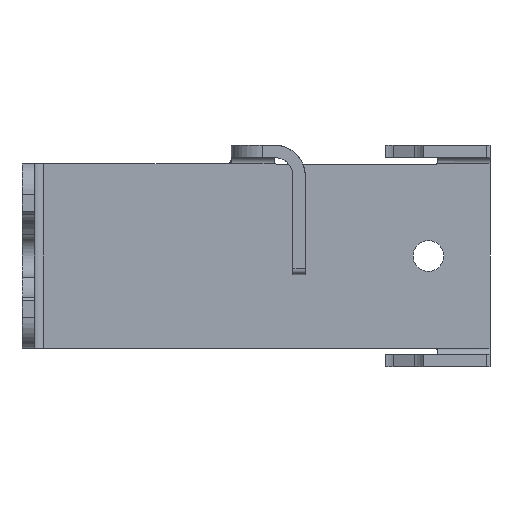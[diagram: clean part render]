
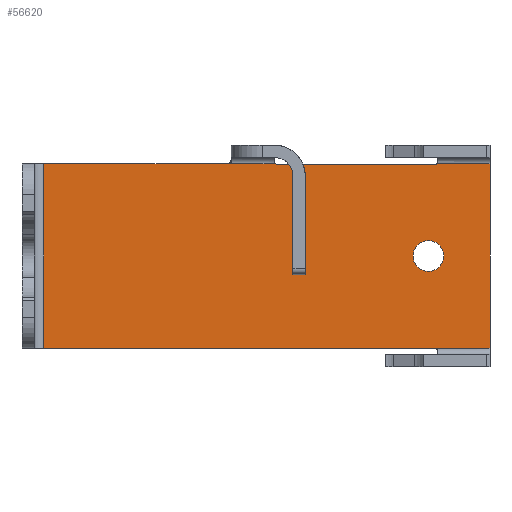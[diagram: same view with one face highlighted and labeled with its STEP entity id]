
A CAD part, left-side view. The second image highlights one B-rep face of the part: STEP entity #56620.
In plain terms, the highlighted planar face has unit normal (-1, 0, 0).
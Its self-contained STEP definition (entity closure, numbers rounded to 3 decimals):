
#10440=CARTESIAN_POINT('',(61.,-18.,5.));
#10450=VERTEX_POINT('',#10440);
#28880=CARTESIAN_POINT('',(61.,45.5,5.));
#28890=VERTEX_POINT('',#28880);
#28920=CARTESIAN_POINT('',(61.,0.,5.));
#28930=DIRECTION('',(0.,1.,0.));
#28940=VECTOR('',#28930,1.);
#28950=LINE('',#28920,#28940);
#28960=EDGE_CURVE('',#10450,#28890,#28950,.T.);
#30990=CARTESIAN_POINT('',(61.,-18.,34.827));
#31000=VERTEX_POINT('',#30990);
#31200=CARTESIAN_POINT('',(61.,-18.378,35.));
#31210=VERTEX_POINT('',#31200);
#31240=CARTESIAN_POINT('',(61.,-18.,35.327));
#31250=DIRECTION('',(-1.,0.,0.));
#31260=DIRECTION('',(0.,0.,1.));
#31270=AXIS2_PLACEMENT_3D('',#31240,#31250,#31260);
#31280=CIRCLE('',#31270,0.5);
#31290=EDGE_CURVE('',#31000,#31210,#31280,.T.);
#33200=CARTESIAN_POINT('',(61.,15.5,35.));
#33210=VERTEX_POINT('',#33200);
#35590=CARTESIAN_POINT('',(61.,45.5,35.));
#35600=VERTEX_POINT('',#35590);
#35690=CARTESIAN_POINT('',(61.,-41.,35.));
#35700=DIRECTION('',(0.,-1.,0.));
#35710=VECTOR('',#35700,1.);
#35720=LINE('',#35690,#35710);
#35730=EDGE_CURVE('',#35600,#33210,#35720,.T.);
#38250=CARTESIAN_POINT('',(61.,-27.,35.));
#38260=VERTEX_POINT('',#38250);
#38290=CARTESIAN_POINT('',(61.,-18.378,35.));
#38300=DIRECTION('',(0.,1.,0.));
#38310=VECTOR('',#38300,1.);
#38320=LINE('',#38290,#38310);
#38330=EDGE_CURVE('',#38260,#31210,#38320,.T.);
#38650=CARTESIAN_POINT('',(61.,7.878,35.));
#38660=VERTEX_POINT('',#38650);
#38690=CARTESIAN_POINT('',(61.,15.5,35.));
#38700=DIRECTION('',(0.,1.,0.));
#38710=VECTOR('',#38700,1.);
#38720=LINE('',#38690,#38710);
#38730=EDGE_CURVE('',#38660,#33210,#38720,.T.);
#39410=CARTESIAN_POINT('',(61.,-27.,5.));
#39420=DIRECTION('',(0.,-1.,0.));
#39430=VECTOR('',#39420,1.);
#39440=LINE('',#39410,#39430);
#39450=CARTESIAN_POINT('',(61.,-27.,5.));
#39460=VERTEX_POINT('',#39450);
#39470=EDGE_CURVE('',#10450,#39460,#39440,.T.);
#54420=CARTESIAN_POINT('',(61.,0.,34.827));
#54430=DIRECTION('',(0.,-1.,0.));
#54440=VECTOR('',#54430,1.);
#54450=LINE('',#54420,#54440);
#54460=CARTESIAN_POINT('',(61.,7.5,34.827));
#54470=VERTEX_POINT('',#54460);
#54480=EDGE_CURVE('',#54470,#31000,#54450,.T.);
#54670=CARTESIAN_POINT('',(61.,-27.,12.2));
#54680=DIRECTION('',(0.,0.,-1.));
#54690=VECTOR('',#54680,1.);
#54700=LINE('',#54670,#54690);
#54710=EDGE_CURVE('',#38260,#39460,#54700,.T.);
#55060=CARTESIAN_POINT('',(61.,-17.,22.5));
#55070=VERTEX_POINT('',#55060);
#55100=CARTESIAN_POINT('',(61.,-17.,20.));
#55110=DIRECTION('',(-1.,0.,0.));
#55120=DIRECTION('',(0.,0.,1.));
#55130=AXIS2_PLACEMENT_3D('',#55100,#55110,#55120);
#55140=CIRCLE('',#55130,2.5);
#55150=CARTESIAN_POINT('',(61.,-17.,17.5));
#55160=VERTEX_POINT('',#55150);
#55170=EDGE_CURVE('',#55160,#55070,#55140,.T.);
#56290=CARTESIAN_POINT('',(61.,10.2,18.5));
#56300=DIRECTION('',(-1.,0.,0.));
#56310=DIRECTION('',(0.,0.,1.));
#56320=AXIS2_PLACEMENT_3D('',#56290,#56300,#56310);
#56330=PLANE('',#56320);
#56340=ORIENTED_EDGE('',*,*,#31290,.F.);
#56350=ORIENTED_EDGE('',*,*,#38330,.T.);
#56360=ORIENTED_EDGE('',*,*,#54710,.F.);
#56370=ORIENTED_EDGE('',*,*,#39470,.T.);
#56380=ORIENTED_EDGE('',*,*,#28960,.F.);
#56390=CARTESIAN_POINT('',(61.,45.5,0.));
#56400=DIRECTION('',(0.,0.,-1.));
#56410=VECTOR('',#56400,1.);
#56420=LINE('',#56390,#56410);
#56430=EDGE_CURVE('',#35600,#28890,#56420,.T.);
#56440=ORIENTED_EDGE('',*,*,#56430,.T.);
#56450=ORIENTED_EDGE('',*,*,#35730,.F.);
#56460=ORIENTED_EDGE('',*,*,#38730,.T.);
#56470=CARTESIAN_POINT('',(61.,7.5,35.327));
#56480=DIRECTION('',(-1.,0.,0.));
#56490=DIRECTION('',(0.,0.,1.));
#56500=AXIS2_PLACEMENT_3D('',#56470,#56480,#56490);
#56510=CIRCLE('',#56500,0.5);
#56520=EDGE_CURVE('',#38660,#54470,#56510,.T.);
#56530=ORIENTED_EDGE('',*,*,#56520,.F.);
#56540=ORIENTED_EDGE('',*,*,#54480,.F.);
#56550=EDGE_LOOP('',(#56540,#56530,#56460,#56450,#56440,#56380,#56370,
#56360,#56350,#56340));
#56560=FACE_OUTER_BOUND('',#56550,.T.);
#56570=EDGE_CURVE('',#55070,#55160,#55140,.T.);
#56580=ORIENTED_EDGE('',*,*,#56570,.F.);
#56590=ORIENTED_EDGE('',*,*,#55170,.F.);
#56600=EDGE_LOOP('',(#56590,#56580));
#56610=FACE_BOUND('',#56600,.T.);
#56620=ADVANCED_FACE('',(#56560,#56610),#56330,.T.);
